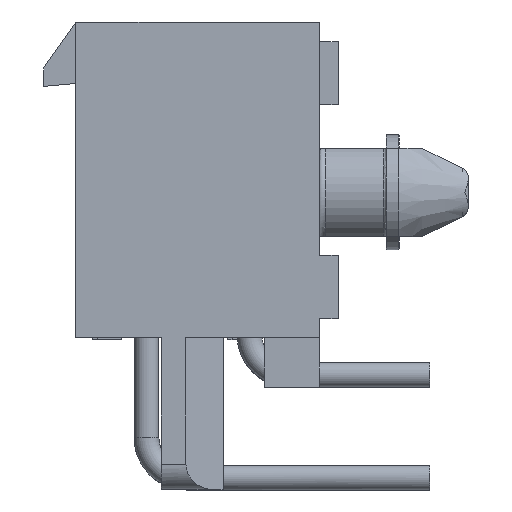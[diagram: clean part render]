
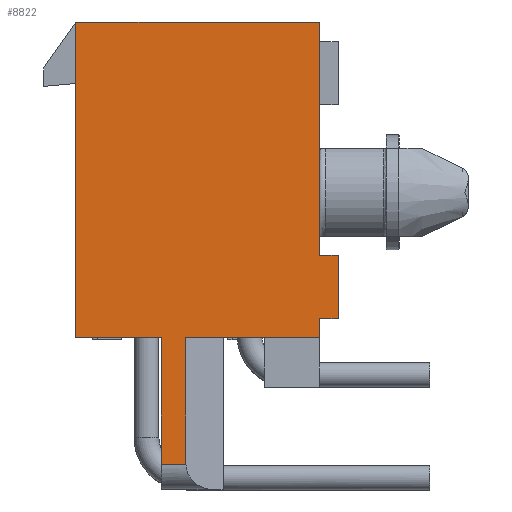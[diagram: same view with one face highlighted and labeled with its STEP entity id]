
A CAD part, left-side view. The second image highlights one B-rep face of the part: STEP entity #8822.
In plain terms, the highlighted planar face has unit normal (-1, 0, 0).
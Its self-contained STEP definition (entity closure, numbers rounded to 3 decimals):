
#146=DIRECTION('',(0.,-1.,0.));
#147=VECTOR('',#146,9.804);
#148=CARTESIAN_POINT('',(-21.488,4.902,0.));
#149=LINE('',#148,#147);
#574=DIRECTION('',(0.,-1.,0.));
#575=VECTOR('',#574,0.991);
#576=CARTESIAN_POINT('',(-21.488,1.461,-17.805));
#577=LINE('',#576,#575);
#578=DIRECTION('',(0.,0.,1.));
#579=VECTOR('',#578,5.105);
#580=CARTESIAN_POINT('',(-21.488,1.461,-17.805));
#581=LINE('',#580,#579);
#582=DIRECTION('',(0.,0.,-1.));
#583=VECTOR('',#582,12.7);
#584=CARTESIAN_POINT('',(-21.488,4.902,0.));
#585=LINE('',#584,#583);
#586=DIRECTION('',(0.,0.,-1.));
#587=VECTOR('',#586,9.398);
#588=CARTESIAN_POINT('',(-21.488,-4.902,0.));
#589=LINE('',#588,#587);
#590=DIRECTION('',(0.,-1.,0.));
#591=VECTOR('',#590,0.762);
#592=CARTESIAN_POINT('',(-21.488,-4.902,-9.398));
#593=LINE('',#592,#591);
#594=DIRECTION('',(0.,0.,-1.));
#595=VECTOR('',#594,0.762);
#596=CARTESIAN_POINT('',(-21.488,-4.902,-11.938));
#597=LINE('',#596,#595);
#598=DIRECTION('',(0.,0.,1.));
#599=VECTOR('',#598,5.105);
#600=CARTESIAN_POINT('',(-21.488,0.47,-17.805));
#601=LINE('',#600,#599);
#602=CARTESIAN_POINT('',(-21.488,0.47,-17.805));
#623=DIRECTION('',(0.,-1.,0.));
#624=VECTOR('',#623,3.442);
#625=CARTESIAN_POINT('',(-21.488,4.902,-12.7));
#626=LINE('',#625,#624);
#643=DIRECTION('',(0.,-1.,0.));
#644=VECTOR('',#643,5.372);
#645=CARTESIAN_POINT('',(-21.488,0.47,-12.7));
#646=LINE('',#645,#644);
#2021=DIRECTION('',(0.,-1.,0.));
#2022=VECTOR('',#2021,0.762);
#2023=CARTESIAN_POINT('',(-21.488,-4.902,-11.938));
#2024=LINE('',#2023,#2022);
#2029=DIRECTION('',(0.,0.,-1.));
#2030=VECTOR('',#2029,2.54);
#2031=CARTESIAN_POINT('',(-21.488,-5.664,-9.398));
#2032=LINE('',#2031,#2030);
#6940=CARTESIAN_POINT('',(-21.488,4.902,0.));
#6941=CARTESIAN_POINT('',(-21.488,-4.902,0.));
#6942=VERTEX_POINT('',#6940);
#6943=VERTEX_POINT('',#6941);
#6949=CARTESIAN_POINT('',(-21.488,4.902,-12.7));
#6951=VERTEX_POINT('',#6949);
#6952=CARTESIAN_POINT('',(-21.488,1.461,-12.7));
#6954=VERTEX_POINT('',#6952);
#6956=CARTESIAN_POINT('',(-21.488,-4.902,-12.7));
#6958=VERTEX_POINT('',#6956);
#6980=CARTESIAN_POINT('',(-21.488,0.47,-12.7));
#6981=VERTEX_POINT('',#6980);
#6986=CARTESIAN_POINT('',(-21.488,-5.664,-11.938));
#6988=VERTEX_POINT('',#6986);
#6992=CARTESIAN_POINT('',(-21.488,-5.664,-9.398));
#6993=VERTEX_POINT('',#6992);
#7018=CARTESIAN_POINT('',(-21.488,-4.902,-11.938));
#7020=VERTEX_POINT('',#7018);
#7024=CARTESIAN_POINT('',(-21.488,-4.902,-9.398));
#7025=VERTEX_POINT('',#7024);
#7706=VERTEX_POINT('',#602);
#7710=CARTESIAN_POINT('',(-21.488,1.461,-17.805));
#7711=VERTEX_POINT('',#7710);
#8793=CARTESIAN_POINT('',(-21.488,4.902,0.));
#8794=DIRECTION('',(-1.,0.,0.));
#8795=DIRECTION('',(0.,-1.,0.));
#8796=AXIS2_PLACEMENT_3D('',#8793,#8794,#8795);
#8797=PLANE('',#8796);
#8799=ORIENTED_EDGE('',*,*,#8798,.F.);
#8801=ORIENTED_EDGE('',*,*,#8800,.T.);
#8803=ORIENTED_EDGE('',*,*,#8802,.F.);
#8804=ORIENTED_EDGE('',*,*,#8715,.F.);
#8805=ORIENTED_EDGE('',*,*,#8470,.T.);
#8807=ORIENTED_EDGE('',*,*,#8806,.T.);
#8809=ORIENTED_EDGE('',*,*,#8808,.T.);
#8811=ORIENTED_EDGE('',*,*,#8810,.T.);
#8813=ORIENTED_EDGE('',*,*,#8812,.F.);
#8815=ORIENTED_EDGE('',*,*,#8814,.T.);
#8817=ORIENTED_EDGE('',*,*,#8816,.F.);
#8819=ORIENTED_EDGE('',*,*,#8818,.F.);
#8820=EDGE_LOOP('',(#8799,#8801,#8803,#8804,#8805,#8807,#8809,#8811,#8813,#8815,
#8817,#8819));
#8821=FACE_OUTER_BOUND('',#8820,.F.);
#8470=EDGE_CURVE('',#6942,#6943,#149,.T.);
#8715=EDGE_CURVE('',#6942,#6951,#585,.T.);
#8798=EDGE_CURVE('',#7711,#7706,#577,.T.);
#8800=EDGE_CURVE('',#7711,#6954,#581,.T.);
#8802=EDGE_CURVE('',#6951,#6954,#626,.T.);
#8806=EDGE_CURVE('',#6943,#7025,#589,.T.);
#8808=EDGE_CURVE('',#7025,#6993,#593,.T.);
#8810=EDGE_CURVE('',#6993,#6988,#2032,.T.);
#8812=EDGE_CURVE('',#7020,#6988,#2024,.T.);
#8814=EDGE_CURVE('',#7020,#6958,#597,.T.);
#8816=EDGE_CURVE('',#6981,#6958,#646,.T.);
#8818=EDGE_CURVE('',#7706,#6981,#601,.T.);
#8822=ADVANCED_FACE('',(#8821),#8797,.T.);
